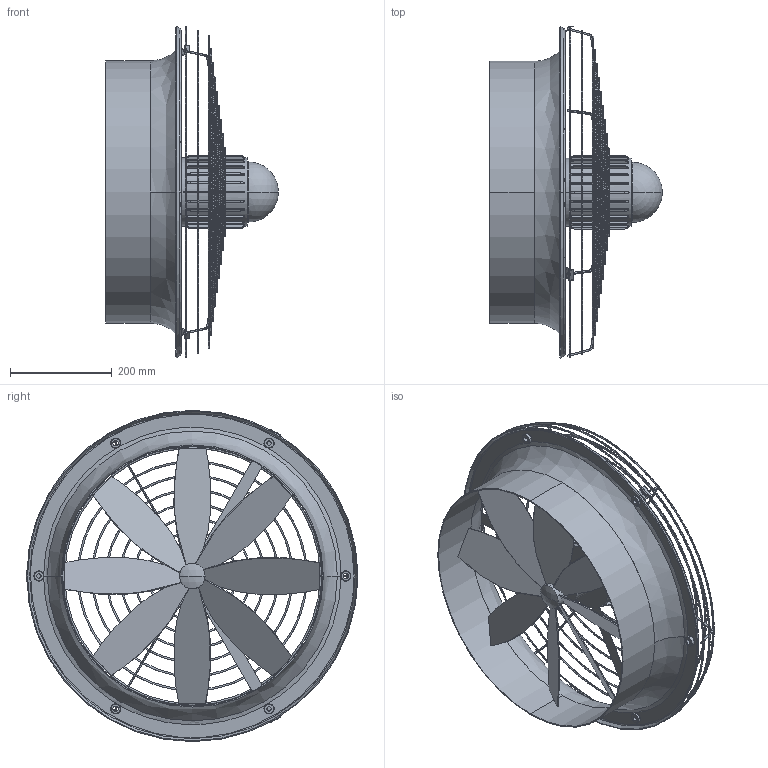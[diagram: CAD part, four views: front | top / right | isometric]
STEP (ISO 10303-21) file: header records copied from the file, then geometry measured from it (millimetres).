
FILE_DESCRIPTION (( 'STEP AP214' ), '1' );
FILE_NAME ('0094-0062.STEP', '2015-02-08T20:58:19', ( '' ), ( '' ), 'SwSTEP 2.0', 'SolidWorks 2013', '' );
FILE_SCHEMA (( 'AUTOMOTIVE_DESIGN' ));
Length unit declared in the file: millimetre
Products named in the file (1): 0094-0062
Bounding box: 338.8 x 651.27 x 650 mm (x, y, z)
Volume: 3607816.5 mm3; surface area: 1283971.2 mm2
Topology: 1 solids, 1 shells, 992 faces, 2953 edges, 1928 vertices
Faces by surface type: bspline 408, plane 367, cylinder 133, torus 48, cone 30, sphere 6
Entity records: 54571 total; most frequent: CARTESIAN_POINT 19540, ORIENTED_EDGE 5898, DIRECTION 3869, EDGE_CURVE 2949, VERTEX_POINT 1928, AXIS2_PLACEMENT_3D 1425, EDGE_LOOP 1099, B_SPLINE_CURVE_WITH_KNOTS 1032
